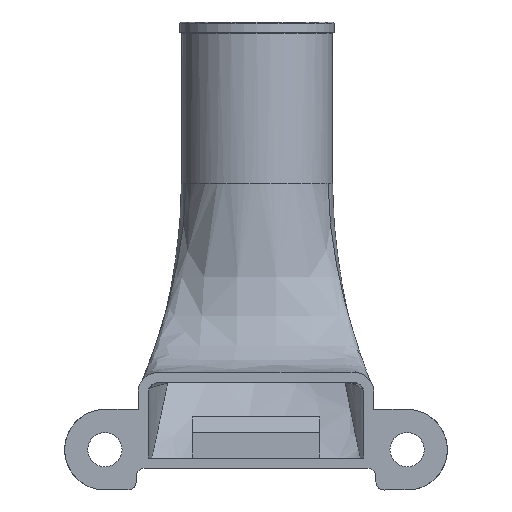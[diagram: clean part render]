
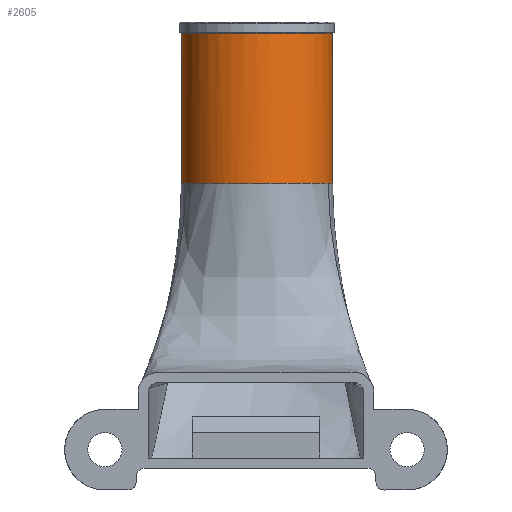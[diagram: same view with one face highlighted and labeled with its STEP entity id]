
A CAD part, front view. The second image highlights one B-rep face of the part: STEP entity #2605.
In plain terms, the highlighted cylindrical face has radius 7.5 mm (diameter 15 mm), a partial arc.
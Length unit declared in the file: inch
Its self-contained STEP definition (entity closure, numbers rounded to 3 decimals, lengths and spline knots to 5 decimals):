
#142 = EDGE_CURVE ( 'NONE', #333, #3451, #2611, .T. ) ;
#245 = DIRECTION ( 'NONE',  ( 1., 0., 0. ) ) ;
#270 = LINE ( 'NONE', #3602, #1941 ) ;
#318 = CARTESIAN_POINT ( 'NONE',  ( -0.3937, 3.25982, 2.16386 ) ) ;
#322 = AXIS2_PLACEMENT_3D ( 'NONE', #318, #1703, #1733 ) ;
#333 = VERTEX_POINT ( 'NONE', #4201 ) ;
#429 = VERTEX_POINT ( 'NONE', #5969 ) ;
#442 = AXIS2_PLACEMENT_3D ( 'NONE', #4513, #2144, #245 ) ;
#515 = ORIENTED_EDGE ( 'NONE', *, *, #4338, .T. ) ;
#569 = CARTESIAN_POINT ( 'NONE',  ( -0.14061, 3.10477, 1.57725 ) ) ;
#625 = EDGE_LOOP ( 'NONE', ( #1873, #4617, #515, #3153, #4358, #3186 ) ) ;
#1043 = CARTESIAN_POINT ( 'NONE',  ( -0.27587, 2.9874, 1.57725 ) ) ;
#1137 = EDGE_CURVE ( 'NONE', #3451, #4565, #4099, .T. ) ;
#1195 = CARTESIAN_POINT ( 'NONE',  ( -0.09851, 3.25982, 1.57725 ) ) ;
#1212 = B_SPLINE_CURVE_WITH_KNOTS ( 'NONE', 3,
 ( #4776, #1974, #5293, #5709, #2493, #2861, #4841, #2028, #2463, #3365, #3868, #1043, #1950, #4874, #1999, #569, #3896, #2439 ),
 .UNSPECIFIED., .F., .F.,
 ( 4, 2, 2, 2, 2, 2, 2, 2, 4 ),
 ( 0., 0.125, 0.25, 0.375, 0.5, 0.625, 0.75, 0.875, 1. ),
 .UNSPECIFIED. ) ;
#1617 = B_SPLINE_CURVE_WITH_KNOTS ( 'NONE', 3,
 ( #3272, #6103, #1953, #5713 ),
 .UNSPECIFIED., .F., .F.,
 ( 4, 4 ),
 ( 0., 1. ),
 .UNSPECIFIED. ) ;
#1703 = DIRECTION ( 'NONE',  ( 0., 0., 1. ) ) ;
#1724 = VECTOR ( 'NONE', #3010, 39.37008 ) ;
#1733 = DIRECTION ( 'NONE',  ( -1., 0., 0. ) ) ;
#1818 = CARTESIAN_POINT ( 'NONE',  ( -0.09851, 3.25982, 1.57725 ) ) ;
#1873 = ORIENTED_EDGE ( 'NONE', *, *, #142, .F. ) ;
#1941 = VECTOR ( 'NONE', #5012, 39.37008 ) ;
#1950 = CARTESIAN_POINT ( 'NONE',  ( -0.24852, 3.00094, 1.57725 ) ) ;
#1953 = CARTESIAN_POINT ( 'NONE',  ( -0.68306, 3.19192, 1.57725 ) ) ;
#1974 = CARTESIAN_POINT ( 'NONE',  ( -0.66138, 3.13157, 1.57725 ) ) ;
#1999 = CARTESIAN_POINT ( 'NONE',  ( -0.17719, 3.0568, 1.57725 ) ) ;
#2012 = EDGE_CURVE ( 'NONE', #333, #3045, #1617, .T. ) ;
#2028 = CARTESIAN_POINT ( 'NONE',  ( -0.45402, 2.96921, 1.57725 ) ) ;
#2144 = DIRECTION ( 'NONE',  ( 0., 0., 1. ) ) ;
#2424 = CARTESIAN_POINT ( 'NONE',  ( -0.09843, 3.25982, 2.16386 ) ) ;
#2439 = CARTESIAN_POINT ( 'NONE',  ( -0.11583, 3.15996, 1.57725 ) ) ;
#2463 = CARTESIAN_POINT ( 'NONE',  ( -0.42386, 2.96455, 1.57725 ) ) ;
#2493 = CARTESIAN_POINT ( 'NONE',  ( -0.58823, 3.03564, 1.57725 ) ) ;
#2572 = EDGE_CURVE ( 'NONE', #5496, #4565, #270, .T. ) ;
#2605 = ADVANCED_FACE ( 'NONE', ( #3633 ), #5503, .T. ) ;
#2611 = LINE ( 'NONE', #4017, #1724 ) ;
#2707 = CARTESIAN_POINT ( 'NONE',  ( -0.10434, 3.19192, 1.57725 ) ) ;
#2861 = CARTESIAN_POINT ( 'NONE',  ( -0.53888, 3.00094, 1.57725 ) ) ;
#2922 = CARTESIAN_POINT ( 'NONE',  ( -0.67158, 3.15996, 1.57725 ) ) ;
#3010 = DIRECTION ( 'NONE',  ( 0., 0., 1. ) ) ;
#3045 = VERTEX_POINT ( 'NONE', #2922 ) ;
#3153 = ORIENTED_EDGE ( 'NONE', *, *, #5890, .T. ) ;
#3186 = ORIENTED_EDGE ( 'NONE', *, *, #1137, .F. ) ;
#3272 = CARTESIAN_POINT ( 'NONE',  ( -0.68898, 3.25982, 1.57725 ) ) ;
#3365 = CARTESIAN_POINT ( 'NONE',  ( -0.36354, 2.96455, 1.57725 ) ) ;
#3451 = VERTEX_POINT ( 'NONE', #5001 ) ;
#3602 = CARTESIAN_POINT ( 'NONE',  ( -0.09843, 3.25982, 1.57725 ) ) ;
#3612 = CARTESIAN_POINT ( 'NONE',  ( -0.09843, 3.22587, 1.57725 ) ) ;
#3633 = FACE_OUTER_BOUND ( 'NONE', #625, .T. ) ;
#3868 = CARTESIAN_POINT ( 'NONE',  ( -0.33338, 2.96921, 1.57725 ) ) ;
#3896 = CARTESIAN_POINT ( 'NONE',  ( -0.12603, 3.13157, 1.57725 ) ) ;
#4017 = CARTESIAN_POINT ( 'NONE',  ( -0.68898, 3.25982, 1.57725 ) ) ;
#4097 = B_SPLINE_CURVE_WITH_KNOTS ( 'NONE', 3,
 ( #5974, #2707, #3612, #1195 ),
 .UNSPECIFIED., .F., .F.,
 ( 4, 4 ),
 ( 0., 0.5 ),
 .UNSPECIFIED. ) ;
#4099 = CIRCLE ( 'NONE', #322, 0.29528 ) ;
#4201 = CARTESIAN_POINT ( 'NONE',  ( -0.68898, 3.25982, 1.57725 ) ) ;
#4338 = EDGE_CURVE ( 'NONE', #3045, #429, #1212, .T. ) ;
#4358 = ORIENTED_EDGE ( 'NONE', *, *, #2572, .T. ) ;
#4513 = CARTESIAN_POINT ( 'NONE',  ( -0.3937, 3.25982, 1.57725 ) ) ;
#4565 = VERTEX_POINT ( 'NONE', #2424 ) ;
#4617 = ORIENTED_EDGE ( 'NONE', *, *, #2012, .T. ) ;
#4776 = CARTESIAN_POINT ( 'NONE',  ( -0.67158, 3.15996, 1.57725 ) ) ;
#4841 = CARTESIAN_POINT ( 'NONE',  ( -0.51153, 2.9874, 1.57725 ) ) ;
#4874 = CARTESIAN_POINT ( 'NONE',  ( -0.19918, 3.03564, 1.57725 ) ) ;
#5001 = CARTESIAN_POINT ( 'NONE',  ( -0.68898, 3.25982, 2.16386 ) ) ;
#5012 = DIRECTION ( 'NONE',  ( 0., 0., 1. ) ) ;
#5293 = CARTESIAN_POINT ( 'NONE',  ( -0.64679, 3.10477, 1.57725 ) ) ;
#5496 = VERTEX_POINT ( 'NONE', #1818 ) ;
#5503 = CYLINDRICAL_SURFACE ( 'NONE', #442, 0.29528 ) ;
#5709 = CARTESIAN_POINT ( 'NONE',  ( -0.61022, 3.0568, 1.57725 ) ) ;
#5713 = CARTESIAN_POINT ( 'NONE',  ( -0.67158, 3.15996, 1.57725 ) ) ;
#5890 = EDGE_CURVE ( 'NONE', #429, #5496, #4097, .T. ) ;
#5969 = CARTESIAN_POINT ( 'NONE',  ( -0.11583, 3.15996, 1.57725 ) ) ;
#5974 = CARTESIAN_POINT ( 'NONE',  ( -0.11583, 3.15996, 1.57725 ) ) ;
#6103 = CARTESIAN_POINT ( 'NONE',  ( -0.68898, 3.22587, 1.57725 ) ) ;
